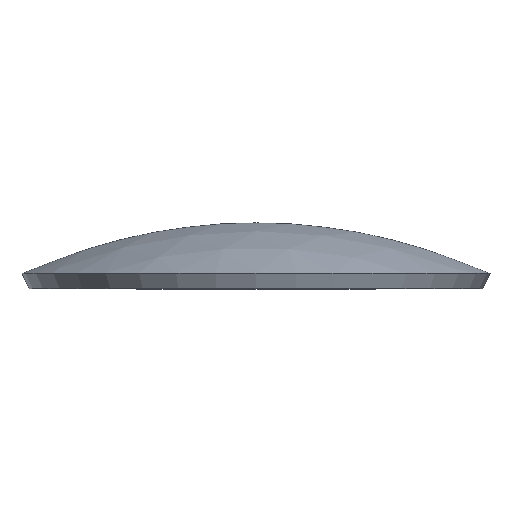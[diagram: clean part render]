
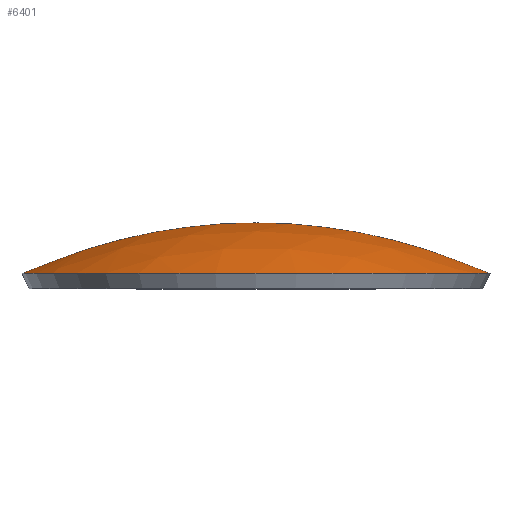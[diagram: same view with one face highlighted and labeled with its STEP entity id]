
A CAD part, top view. The second image highlights one B-rep face of the part: STEP entity #6401.
In plain terms, the highlighted spherical face has radius 83.075 mm.
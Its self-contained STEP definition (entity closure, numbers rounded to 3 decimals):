
#1507 = DIRECTION ( 'NONE',  ( 0., 0., 1. ) ) ;
#3234 = EDGE_CURVE ( 'NONE', #8670, #8670, #10978, .T. ) ;
#4690 = DIRECTION ( 'NONE',  ( 1., 0., 0. ) ) ;
#4803 = SPHERICAL_SURFACE ( 'NONE', #11380, 83.075 ) ;
#5975 = FACE_OUTER_BOUND ( 'NONE', #6760, .T. ) ;
#6401 = ADVANCED_FACE ( 'NONE', ( #5975 ), #4803, .T. ) ;
#6504 = ORIENTED_EDGE ( 'NONE', *, *, #3234, .F. ) ;
#6760 = EDGE_LOOP ( 'NONE', ( #6504 ) ) ;
#7051 = CARTESIAN_POINT ( 'NONE',  ( 0., -73.075, 0. ) ) ;
#7317 = AXIS2_PLACEMENT_3D ( 'NONE', #9417, #9294, #4690 ) ;
#7449 = CARTESIAN_POINT ( 'NONE',  ( 35., 2.267, 0. ) ) ;
#8670 = VERTEX_POINT ( 'NONE', #7449 ) ;
#9294 = DIRECTION ( 'NONE',  ( 0., -1., 0. ) ) ;
#9417 = CARTESIAN_POINT ( 'NONE',  ( 0., 2.267, 0. ) ) ;
#9892 = DIRECTION ( 'NONE',  ( 1., 0., 0. ) ) ;
#10978 = CIRCLE ( 'NONE', #7317, 35. ) ;
#11380 = AXIS2_PLACEMENT_3D ( 'NONE', #7051, #1507, #9892 ) ;
